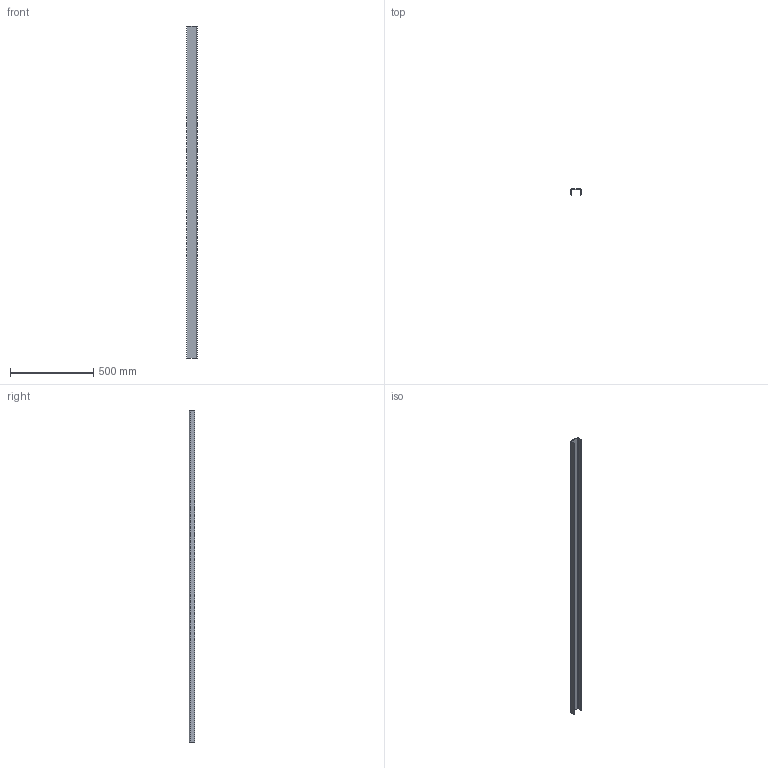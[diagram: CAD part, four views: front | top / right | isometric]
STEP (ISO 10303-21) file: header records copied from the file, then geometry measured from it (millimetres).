
FILE_DESCRIPTION((''),'2;1');
FILE_NAME('003903200_ES-PZM_4_ASM','2025-03-17T07:22:38',('klemen.sitar'),('Audax d.o.o.'),'CREO PARAMETRIC BY PTC INC, 2021304','CREO PARAMETRIC BY PTC INC, 2021304','');
FILE_SCHEMA(('AP242_MANAGED_MODEL_BASED_3D_ENGINEERING_MIM_LF { 1 0 10303 442 1 1 4 }'));
Length unit declared in the file: millimetre
Products named in the file (2): PZM_4_1; 003903200_ES-PZM_4_ASM
Assembly tree (1 placements, depth 2):
  003903200_ES-PZM_4_ASM
    PZM_4_1
Bounding box: 63.19 x 33.98 x 2000 mm (x, y, z)
Volume: 599379.1 mm3; surface area: 507197.7 mm2
Topology: 1 solids, 1 shells, 14 faces, 36 edges, 24 vertices
Faces by surface type: plane 8, cylinder 6
Entity records: 668 total; most frequent: DIRECTION 82, CARTESIAN_POINT 81, ORIENTED_EDGE 72, PRESENTATION_STYLE_ASSIGNMENT 37, STYLED_ITEM 37, CURVE_STYLE 36, EDGE_CURVE 36, AXIS2_PLACEMENT_3D 29
